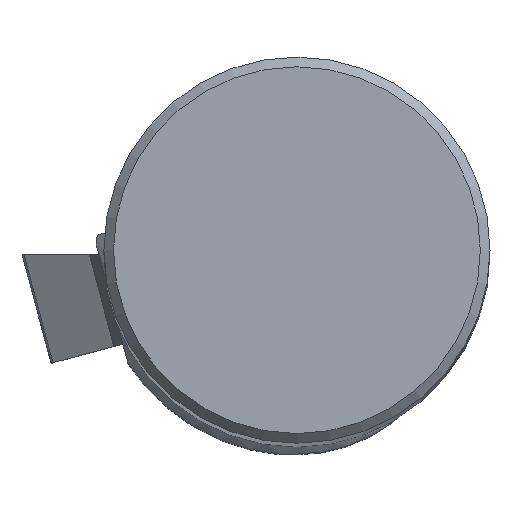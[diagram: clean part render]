
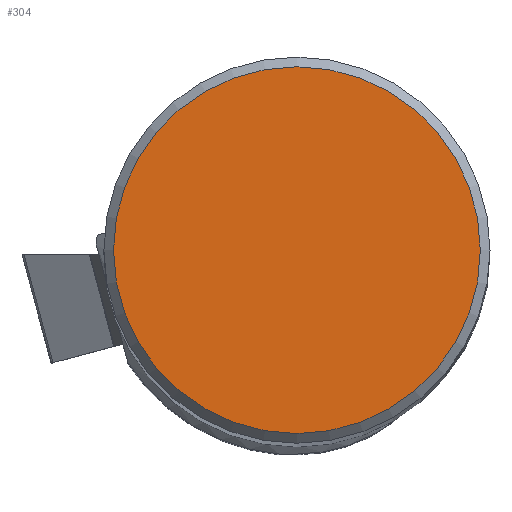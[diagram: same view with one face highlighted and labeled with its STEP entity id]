
A CAD part, top view. The second image highlights one B-rep face of the part: STEP entity #304.
In plain terms, the highlighted planar face has unit normal (0, 0, 1).
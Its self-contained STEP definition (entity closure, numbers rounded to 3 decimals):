
#222=CIRCLE('',#2046,9.491);
#304=ADVANCED_FACE('',(#444),#365,.T.);
#365=PLANE('',#2047);
#444=FACE_OUTER_BOUND('',#537,.T.);
#537=EDGE_LOOP('',(#1032));
#1032=ORIENTED_EDGE('',*,*,#1524,.T.);
#1278=VERTEX_POINT('',#3979);
#1524=EDGE_CURVE('',#1278,#1278,#222,.T.);
#2046=AXIS2_PLACEMENT_3D('',#3978,#2499,#2500);
#2047=AXIS2_PLACEMENT_3D('',#3980,#2501,#2502);
#2499=DIRECTION('',(0.,0.,1.));
#2500=DIRECTION('',(1.,0.,0.));
#2501=DIRECTION('',(0.,0.,1.));
#2502=DIRECTION('',(1.,0.,0.));
#3978=CARTESIAN_POINT('',(0.,0.,0.));
#3979=CARTESIAN_POINT('',(9.491,0.,0.));
#3980=CARTESIAN_POINT('',(0.,0.,
0.));
